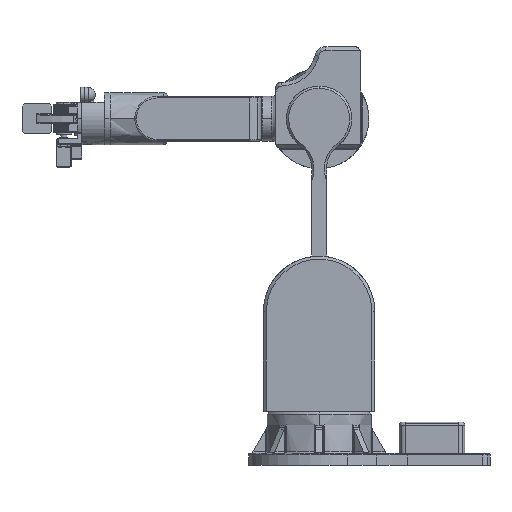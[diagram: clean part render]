
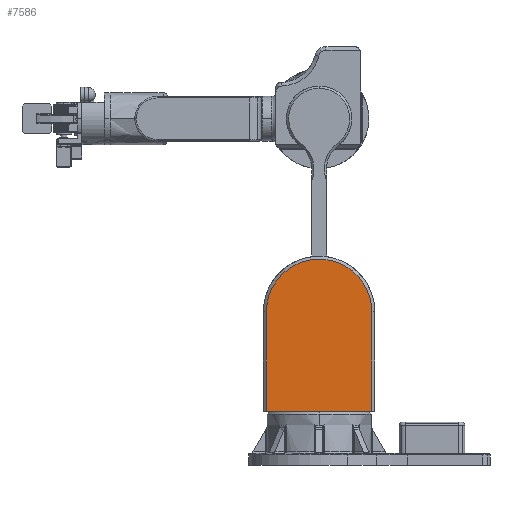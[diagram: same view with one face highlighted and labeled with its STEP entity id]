
A CAD part, left-side view. The second image highlights one B-rep face of the part: STEP entity #7586.
In plain terms, the highlighted free-form (B-spline) face has degree [1, 1] with [2, 2] control points.
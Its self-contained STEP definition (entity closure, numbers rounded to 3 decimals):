
#7586 = ADVANCED_FACE('',(#7587),#7620,.T.);
#7587 = FACE_BOUND('',#7588,.T.);
#7588 = EDGE_LOOP('',(#7589,#7598,#7605,#7612));
#7589 = ORIENTED_EDGE('',*,*,#7590,.F.);
#7590 = EDGE_CURVE('',#7591,#7593,#7595,.T.);
#7591 = VERTEX_POINT('',#7592);
#7592 = CARTESIAN_POINT('',(-212.722,376.644,
    91.346));
#7593 = VERTEX_POINT('',#7594);
#7594 = CARTESIAN_POINT('',(-212.722,376.644,
    258.395));
#7595 = B_SPLINE_CURVE_WITH_KNOTS('',1,(#7596,#7597),.UNSPECIFIED.,.F.,
  .F.,(2,2),(0.,133.5),.PIECEWISE_BEZIER_KNOTS.);
#7596 = CARTESIAN_POINT('',(-212.722,376.644,
    91.346));
#7597 = CARTESIAN_POINT('',(-212.722,376.644,
    258.395));
#7598 = ORIENTED_EDGE('',*,*,#7599,.T.);
#7599 = EDGE_CURVE('',#7591,#7600,#7602,.T.);
#7600 = VERTEX_POINT('',#7601);
#7601 = CARTESIAN_POINT('',(-212.722,198.958,
    91.346));
#7602 = B_SPLINE_CURVE_WITH_KNOTS('',1,(#7603,#7604),.UNSPECIFIED.,.F.,
  .F.,(2,2),(4.,146.),.PIECEWISE_BEZIER_KNOTS.);
#7603 = CARTESIAN_POINT('',(-212.722,376.644,
    91.346));
#7604 = CARTESIAN_POINT('',(-212.722,198.958,
    91.346));
#7605 = ORIENTED_EDGE('',*,*,#7606,.F.);
#7606 = EDGE_CURVE('',#7607,#7600,#7609,.T.);
#7607 = VERTEX_POINT('',#7608);
#7608 = CARTESIAN_POINT('',(-212.722,198.958,
    258.395));
#7609 = B_SPLINE_CURVE_WITH_KNOTS('',1,(#7610,#7611),.UNSPECIFIED.,.F.,
  .F.,(2,2),(-133.5,0.),.PIECEWISE_BEZIER_KNOTS.);
#7610 = CARTESIAN_POINT('',(-212.722,198.958,
    258.395));
#7611 = CARTESIAN_POINT('',(-212.722,198.958,
    91.346));
#7612 = ORIENTED_EDGE('',*,*,#7613,.F.);
#7613 = EDGE_CURVE('',#7593,#7607,#7614,.T.);
#7614 = ( BOUNDED_CURVE() B_SPLINE_CURVE(2,(#7615,#7616,#7617,#7618,
#7619),.UNSPECIFIED.,.F.,.F.) B_SPLINE_CURVE_WITH_KNOTS((3,2,3),(
    3.142,4.712,6.283),
.PIECEWISE_BEZIER_KNOTS.) CURVE() GEOMETRIC_REPRESENTATION_ITEM() 
RATIONAL_B_SPLINE_CURVE((1.,0.707,1.,0.707,1.)) 
REPRESENTATION_ITEM('') );
#7615 = CARTESIAN_POINT('',(-212.722,376.644,
    258.395));
#7616 = CARTESIAN_POINT('',(-212.722,376.644,
    347.238));
#7617 = CARTESIAN_POINT('',(-212.722,287.801,
    347.238));
#7618 = CARTESIAN_POINT('',(-212.722,198.958,
    347.238));
#7619 = CARTESIAN_POINT('',(-212.722,198.958,
    258.395));
#7620 = B_SPLINE_SURFACE_WITH_KNOTS('',1,1,(
    (#7621,#7622)
    ,(#7623,#7624
    )),.UNSPECIFIED.,.F.,.F.,.F.,(2,2),(2,2),(0.,204.5),(-146.,-4.),
  .PIECEWISE_BEZIER_KNOTS.);
#7621 = CARTESIAN_POINT('',(-212.722,198.958,
    91.346));
#7622 = CARTESIAN_POINT('',(-212.722,376.644,
    91.346));
#7623 = CARTESIAN_POINT('',(-212.722,198.958,
    347.238));
#7624 = CARTESIAN_POINT('',(-212.722,376.644,
    347.238));
